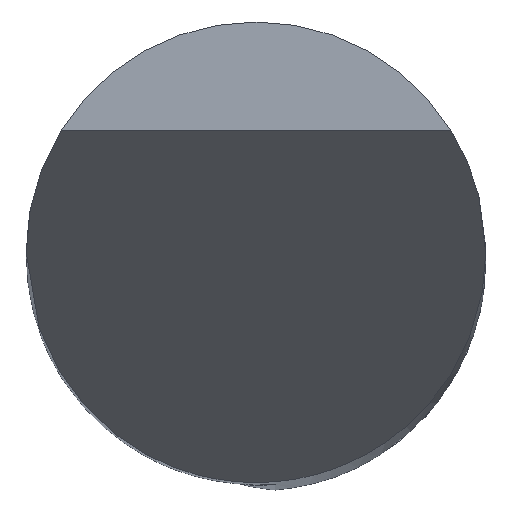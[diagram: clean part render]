
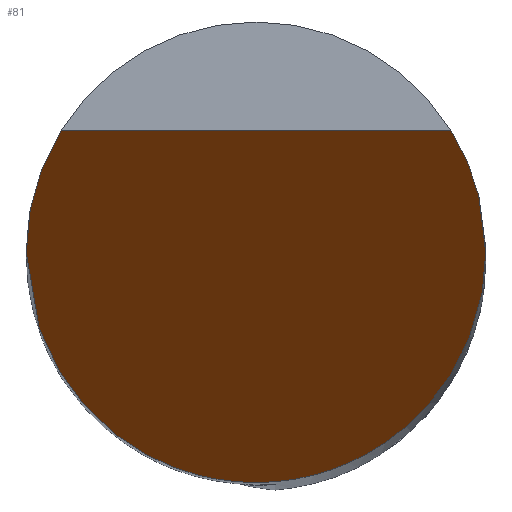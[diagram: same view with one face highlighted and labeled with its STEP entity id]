
A CAD part, top view. The second image highlights one B-rep face of the part: STEP entity #81.
In plain terms, the highlighted planar face has unit normal (0, -0.866, 0.5).
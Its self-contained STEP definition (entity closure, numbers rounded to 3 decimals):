
#46=PLANE('',#655);
#81=ADVANCED_FACE('',(#123),#46,.F.);
#123=FACE_OUTER_BOUND('',#156,.T.);
#156=EDGE_LOOP('',(#301,#302,#303,#304));
#189=LINE('',#1157,#210);
#210=VECTOR('',#728,1.);
#301=ORIENTED_EDGE('',*,*,#480,.T.);
#302=ORIENTED_EDGE('',*,*,#464,.T.);
#303=ORIENTED_EDGE('',*,*,#482,.T.);
#304=ORIENTED_EDGE('',*,*,#511,.T.);
#406=VERTEX_POINT('',#849);
#407=VERTEX_POINT('',#854);
#421=VERTEX_POINT('',#989);
#422=VERTEX_POINT('',#991);
#464=EDGE_CURVE('',#407,#406,#592,.T.);
#480=EDGE_CURVE('',#421,#407,#594,.T.);
#482=EDGE_CURVE('',#406,#422,#595,.T.);
#511=EDGE_CURVE('',#422,#421,#189,.T.);
#592=(
BOUNDED_CURVE()
B_SPLINE_CURVE(3,(#850,#851,#852,#853),.UNSPECIFIED.,.F.,.F.)
B_SPLINE_CURVE_WITH_KNOTS((4,4),(0.,1.),.UNSPECIFIED.)
CURVE()
GEOMETRIC_REPRESENTATION_ITEM()
RATIONAL_B_SPLINE_CURVE((1.,0.333,0.333,1.))
REPRESENTATION_ITEM('')
);
#594=(
BOUNDED_CURVE()
B_SPLINE_CURVE(3,(#985,#986,#987,#988),.UNSPECIFIED.,.F.,.F.)
B_SPLINE_CURVE_WITH_KNOTS((4,4),(0.,1.),.UNSPECIFIED.)
CURVE()
GEOMETRIC_REPRESENTATION_ITEM()
RATIONAL_B_SPLINE_CURVE((1.,0.974,0.974,1.))
REPRESENTATION_ITEM('')
);
#595=(
BOUNDED_CURVE()
B_SPLINE_CURVE(3,(#992,#993,#994,#995),.UNSPECIFIED.,.F.,.F.)
B_SPLINE_CURVE_WITH_KNOTS((4,4),(0.,1.),.UNSPECIFIED.)
CURVE()
GEOMETRIC_REPRESENTATION_ITEM()
RATIONAL_B_SPLINE_CURVE((1.,0.974,0.974,1.))
REPRESENTATION_ITEM('')
);
#655=AXIS2_PLACEMENT_3D('',#1159,#731,#732);
#728=DIRECTION('',(-1.,0.,0.));
#731=DIRECTION('',(0.,0.866,-0.5));
#732=DIRECTION('',(0.,0.5,0.866));
#849=CARTESIAN_POINT('',(3.,0.,0.));
#850=CARTESIAN_POINT('',(-3.,0.,0.));
#851=CARTESIAN_POINT('',(-3.,-6.,-10.392));
#852=CARTESIAN_POINT('',(3.,-6.,-10.392));
#853=CARTESIAN_POINT('',(3.,0.,0.));
#854=CARTESIAN_POINT('',(-3.,0.,0.));
#985=CARTESIAN_POINT('',(-2.545,1.588,2.75));
#986=CARTESIAN_POINT('',(-2.844,1.108,1.92));
#987=CARTESIAN_POINT('',(-3.,0.565,0.979));
#988=CARTESIAN_POINT('',(-3.,0.,0.));
#989=CARTESIAN_POINT('',(-2.545,1.588,2.75));
#991=CARTESIAN_POINT('',(2.545,1.588,2.75));
#992=CARTESIAN_POINT('',(3.,0.,0.));
#993=CARTESIAN_POINT('',(3.,0.565,0.979));
#994=CARTESIAN_POINT('',(2.844,1.108,1.92));
#995=CARTESIAN_POINT('',(2.545,1.588,2.75));
#1157=CARTESIAN_POINT('',(0.,1.588,2.75));
#1159=CARTESIAN_POINT('',(3.,-3.,-5.196));
